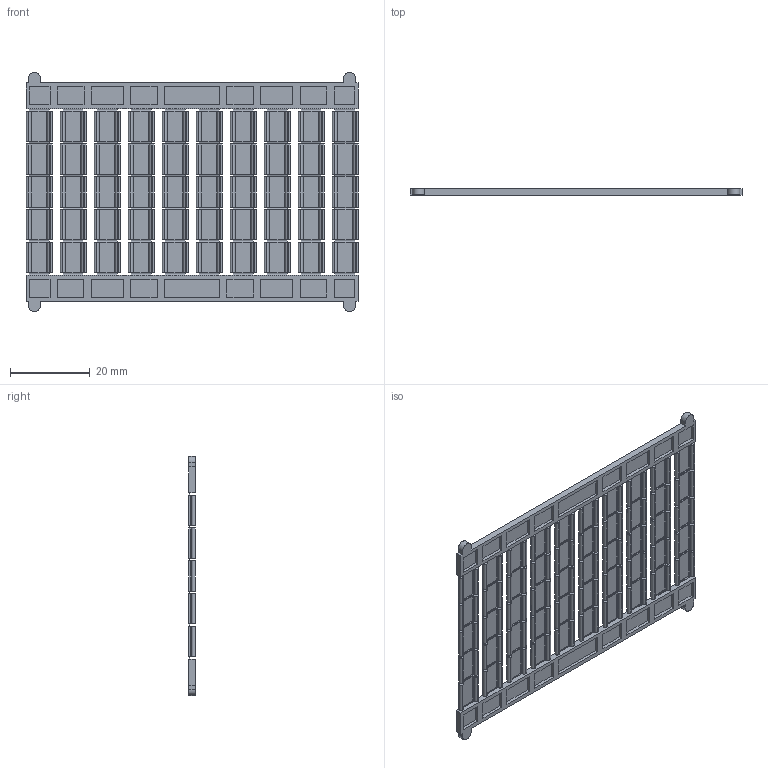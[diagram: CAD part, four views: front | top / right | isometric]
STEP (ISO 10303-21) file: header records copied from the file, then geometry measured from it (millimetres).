
FILE_DESCRIPTION(/* description */ (''),/* implementation_level */ '2;1');
FILE_NAME(/* name */ 'TMB8.2-50.stp',/* time_stamp */ '2022-04-14T16:20:57+08:00',/* author */ (''),/* organization */ (''),/* preprocessor_version */ 'ST-DEVELOPER v16.7',/* originating_system */ 'SIEMENS PLM Software NX 12.0',/* authorisation */ '');
FILE_SCHEMA (('AP203_CONFIGURATION_CONTROLLED_3D_DESIGN_OF_MECHANICAL_PARTS_AND_ASSEMBLIES_MIM_LF { 1 0 10303 403 2 1 2}'));
Length unit declared in the file: millimetre
Products named in the file (1): SP6103T1904
Bounding box: 83 x 1.6 x 59.8 mm (x, y, z)
Volume: 3275.5 mm3; surface area: 10169.7 mm2
Topology: 1 solids, 1 shells, 1318 faces, 3688 edges, 2392 vertices
Faces by surface type: plane 914, cylinder 404
Entity records: 42130 total; most frequent: CARTESIAN_POINT 7399, ORIENTED_EDGE 7376, DIRECTION 7134, EDGE_CURVE 3688, LINE 2880, VECTOR 2880, VERTEX_POINT 2392, AXIS2_PLACEMENT_3D 2127
